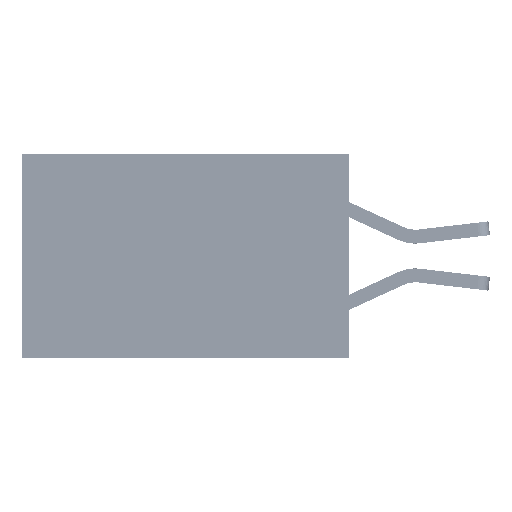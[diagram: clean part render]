
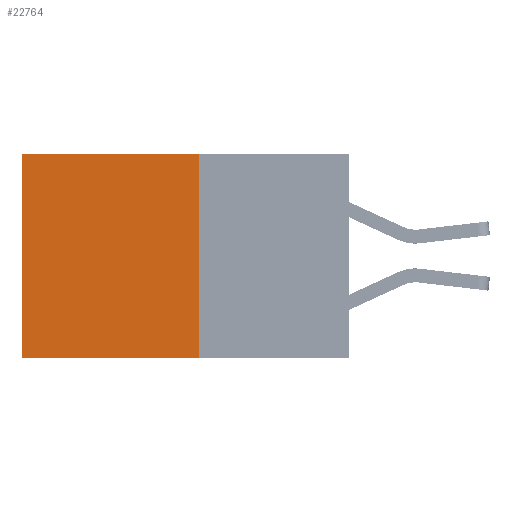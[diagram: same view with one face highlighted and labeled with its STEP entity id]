
A CAD part, left-side view. The second image highlights one B-rep face of the part: STEP entity #22764.
In plain terms, the highlighted planar face has unit normal (-1, 0, 0).
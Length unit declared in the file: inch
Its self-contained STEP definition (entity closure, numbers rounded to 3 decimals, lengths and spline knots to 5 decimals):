
#99 = DIRECTION ( 'NONE',  ( 1., 0., 0. ) ) ;
#605 = CARTESIAN_POINT ( 'NONE',  ( 0.277, 0.59, -0.37 ) ) ;
#1692 = VERTEX_POINT ( 'NONE', #605 ) ;
#1780 = DIRECTION ( 'NONE',  ( 0., 0., -1. ) ) ;
#2141 = LINE ( 'NONE', #29829, #21748 ) ;
#2203 = CARTESIAN_POINT ( 'NONE',  ( 0.277, 0.27, -0.37 ) ) ;
#3405 = EDGE_CURVE ( 'NONE', #19283, #21919, #29033, .T. ) ;
#3629 = CARTESIAN_POINT ( 'NONE',  ( 0.277, 0.59, 0. ) ) ;
#6052 = CARTESIAN_POINT ( 'NONE',  ( 0.277, 0.27, 0. ) ) ;
#6089 = DIRECTION ( 'NONE',  ( 0., 0., -1. ) ) ;
#6099 = VERTEX_POINT ( 'NONE', #3629 ) ;
#7381 = ORIENTED_EDGE ( 'NONE', *, *, #25848, .F. ) ;
#9982 = DIRECTION ( 'NONE',  ( 0., 1., 0. ) ) ;
#12777 = VECTOR ( 'NONE', #9982, 39.37008 ) ;
#15236 = EDGE_LOOP ( 'NONE', ( #19914, #7381, #16092, #22446 ) ) ;
#15262 = VECTOR ( 'NONE', #19756, 39.37008 ) ;
#16092 = ORIENTED_EDGE ( 'NONE', *, *, #3405, .F. ) ;
#17966 = CARTESIAN_POINT ( 'NONE',  ( 0.277, 0.27, -0.37 ) ) ;
#18073 = DIRECTION ( 'NONE',  ( 0., 0., -1. ) ) ;
#18930 = EDGE_CURVE ( 'NONE', #6099, #1692, #2141, .T. ) ;
#19283 = VERTEX_POINT ( 'NONE', #6052 ) ;
#19756 = DIRECTION ( 'NONE',  ( 0., 1., 0. ) ) ;
#19914 = ORIENTED_EDGE ( 'NONE', *, *, #18930, .T. ) ;
#20324 = LINE ( 'NONE', #2203, #12777 ) ;
#21748 = VECTOR ( 'NONE', #1780, 39.37008 ) ;
#21919 = VERTEX_POINT ( 'NONE', #27814 ) ;
#22245 = VECTOR ( 'NONE', #6089, 39.37008 ) ;
#22297 = CARTESIAN_POINT ( 'NONE',  ( 0.277, 0.27, 0. ) ) ;
#22446 = ORIENTED_EDGE ( 'NONE', *, *, #24363, .T. ) ;
#22764 = ADVANCED_FACE ( 'NONE', ( #29639 ), #30718, .F. ) ;
#24363 = EDGE_CURVE ( 'NONE', #19283, #6099, #28812, .T. ) ;
#25848 = EDGE_CURVE ( 'NONE', #21919, #1692, #20324, .T. ) ;
#27814 = CARTESIAN_POINT ( 'NONE',  ( 0.277, 0.27, -0.37 ) ) ;
#28812 = LINE ( 'NONE', #22297, #15262 ) ;
#29033 = LINE ( 'NONE', #29587, #22245 ) ;
#29587 = CARTESIAN_POINT ( 'NONE',  ( 0.277, 0.27, -0.37 ) ) ;
#29639 = FACE_OUTER_BOUND ( 'NONE', #15236, .T. ) ;
#29829 = CARTESIAN_POINT ( 'NONE',  ( 0.277, 0.59, -0.37 ) ) ;
#30718 = PLANE ( 'NONE',  #31322 ) ;
#31322 = AXIS2_PLACEMENT_3D ( 'NONE', #17966, #99, #18073 ) ;
